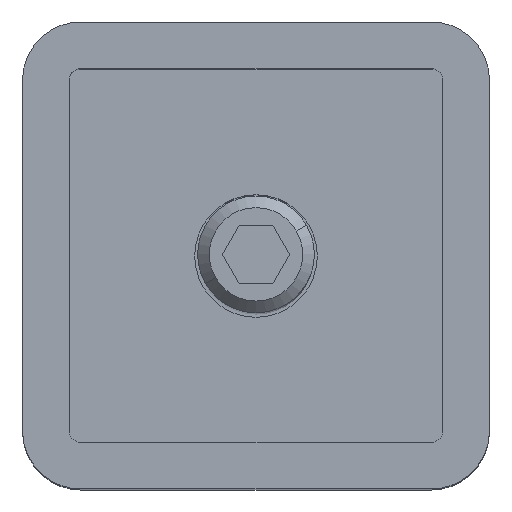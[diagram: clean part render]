
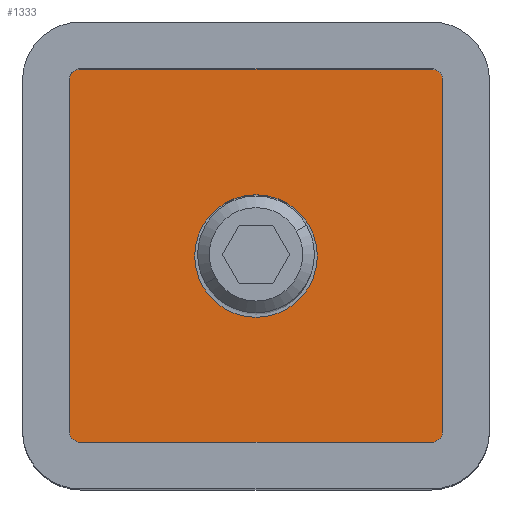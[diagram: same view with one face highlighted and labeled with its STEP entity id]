
A CAD part, top view. The second image highlights one B-rep face of the part: STEP entity #1333.
In plain terms, the highlighted planar face has unit normal (0, 0, 1).
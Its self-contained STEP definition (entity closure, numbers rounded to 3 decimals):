
#118 = ORIENTED_EDGE ( 'NONE', *, *, #407, .F. ) ;
#164 = VERTEX_POINT ( 'NONE', #4025 ) ;
#212 = CARTESIAN_POINT ( 'NONE',  ( -15., 15., -27. ) ) ;
#221 = CARTESIAN_POINT ( 'NONE',  ( -15., -16., -27. ) ) ;
#276 = VECTOR ( 'NONE', #1280, 1000. ) ;
#367 = CARTESIAN_POINT ( 'NONE',  ( -16., 15., -27. ) ) ;
#392 = CARTESIAN_POINT ( 'NONE',  ( -15., 16., -27. ) ) ;
#407 = EDGE_CURVE ( 'NONE', #164, #1252, #3380, .T. ) ;
#421 = DIRECTION ( 'NONE',  ( 1., 0., 0. ) ) ;
#428 = CARTESIAN_POINT ( 'NONE',  ( -15., -15., -27. ) ) ;
#482 = DIRECTION ( 'NONE',  ( -1., 0., 0. ) ) ;
#529 = CARTESIAN_POINT ( 'NONE',  ( 15., -15., -27. ) ) ;
#648 = AXIS2_PLACEMENT_3D ( 'NONE', #2657, #3713, #1619 ) ;
#674 = ORIENTED_EDGE ( 'NONE', *, *, #830, .F. ) ;
#719 = DIRECTION ( 'NONE',  ( -1., 0., 0. ) ) ;
#730 = EDGE_CURVE ( 'NONE', #2586, #164, #4023, .T. ) ;
#740 = AXIS2_PLACEMENT_3D ( 'NONE', #4436, #2311, #3032 ) ;
#759 = DIRECTION ( 'NONE',  ( 0., 0., -1. ) ) ;
#777 = VERTEX_POINT ( 'NONE', #3292 ) ;
#781 = FACE_BOUND ( 'NONE', #3034, .T. ) ;
#827 = CIRCLE ( 'NONE', #740, 5.25 ) ;
#830 = EDGE_CURVE ( 'NONE', #3311, #1535, #3127, .T. ) ;
#848 = CARTESIAN_POINT ( 'NONE',  ( 15., -16., -27. ) ) ;
#915 = DIRECTION ( 'NONE',  ( 0., 0., -1. ) ) ;
#973 = ORIENTED_EDGE ( 'NONE', *, *, #3141, .F. ) ;
#1015 = CARTESIAN_POINT ( 'NONE',  ( 5.25, 0., -27. ) ) ;
#1020 = CARTESIAN_POINT ( 'NONE',  ( -5.25, 0., -27. ) ) ;
#1032 = CARTESIAN_POINT ( 'NONE',  ( -16., -15., -27. ) ) ;
#1035 = DIRECTION ( 'NONE',  ( -1., 0., 0. ) ) ;
#1048 = VECTOR ( 'NONE', #421, 1000. ) ;
#1173 = CARTESIAN_POINT ( 'NONE',  ( 16., -15., -27. ) ) ;
#1191 = VERTEX_POINT ( 'NONE', #3434 ) ;
#1202 = LINE ( 'NONE', #1604, #276 ) ;
#1252 = VERTEX_POINT ( 'NONE', #367 ) ;
#1280 = DIRECTION ( 'NONE',  ( 0., -1., 0. ) ) ;
#1286 = DIRECTION ( 'NONE',  ( -1., 0., 0. ) ) ;
#1315 = LINE ( 'NONE', #2438, #3902 ) ;
#1333 = ADVANCED_FACE ( 'NONE', ( #781, #2026 ), #1445, .F. ) ;
#1381 = LINE ( 'NONE', #1776, #1048 ) ;
#1429 = ORIENTED_EDGE ( 'NONE', *, *, #2453, .F. ) ;
#1445 = PLANE ( 'NONE',  #3064 ) ;
#1535 = VERTEX_POINT ( 'NONE', #848 ) ;
#1604 = CARTESIAN_POINT ( 'NONE',  ( 16., 15., -27. ) ) ;
#1612 = EDGE_CURVE ( 'NONE', #1252, #3178, #2177, .T. ) ;
#1619 = DIRECTION ( 'NONE',  ( -1., 0., 0. ) ) ;
#1711 = EDGE_CURVE ( 'NONE', #777, #1191, #1796, .T. ) ;
#1776 = CARTESIAN_POINT ( 'NONE',  ( -15., 16., -27. ) ) ;
#1796 = CIRCLE ( 'NONE', #648, 1. ) ;
#1849 = EDGE_CURVE ( 'NONE', #4372, #4217, #3314, .T. ) ;
#1856 = ORIENTED_EDGE ( 'NONE', *, *, #730, .F. ) ;
#1882 = ORIENTED_EDGE ( 'NONE', *, *, #1849, .T. ) ;
#1894 = DIRECTION ( 'NONE',  ( 0., 0., -1. ) ) ;
#1962 = EDGE_CURVE ( 'NONE', #4217, #4372, #827, .T. ) ;
#2026 = FACE_OUTER_BOUND ( 'NONE', #2324, .T. ) ;
#2110 = EDGE_CURVE ( 'NONE', #1535, #2586, #1315, .T. ) ;
#2119 = ORIENTED_EDGE ( 'NONE', *, *, #1962, .T. ) ;
#2128 = ORIENTED_EDGE ( 'NONE', *, *, #1612, .F. ) ;
#2175 = AXIS2_PLACEMENT_3D ( 'NONE', #212, #915, #1286 ) ;
#2177 = CIRCLE ( 'NONE', #2175, 1. ) ;
#2311 = DIRECTION ( 'NONE',  ( 0., 0., -1. ) ) ;
#2324 = EDGE_LOOP ( 'NONE', ( #2128, #118, #1856, #2850, #674, #1429, #3174, #973 ) ) ;
#2424 = DIRECTION ( 'NONE',  ( 0., 1., 0. ) ) ;
#2438 = CARTESIAN_POINT ( 'NONE',  ( 15., -16., -27. ) ) ;
#2453 = EDGE_CURVE ( 'NONE', #1191, #3311, #1202, .T. ) ;
#2462 = VECTOR ( 'NONE', #2424, 1000. ) ;
#2532 = DIRECTION ( 'NONE',  ( -1., 0., 0. ) ) ;
#2586 = VERTEX_POINT ( 'NONE', #221 ) ;
#2629 = DIRECTION ( 'NONE',  ( 0., 0., -1. ) ) ;
#2642 = DIRECTION ( 'NONE',  ( -1., 0., 0. ) ) ;
#2654 = CARTESIAN_POINT ( 'NONE',  ( 0., 0., -27. ) ) ;
#2657 = CARTESIAN_POINT ( 'NONE',  ( 15., 15., -27. ) ) ;
#2708 = AXIS2_PLACEMENT_3D ( 'NONE', #529, #1894, #2532 ) ;
#2828 = CARTESIAN_POINT ( 'NONE',  ( -15., 15., -27. ) ) ;
#2850 = ORIENTED_EDGE ( 'NONE', *, *, #2110, .F. ) ;
#3032 = DIRECTION ( 'NONE',  ( -1., 0., 0. ) ) ;
#3034 = EDGE_LOOP ( 'NONE', ( #2119, #1882 ) ) ;
#3064 = AXIS2_PLACEMENT_3D ( 'NONE', #2828, #759, #1035 ) ;
#3127 = CIRCLE ( 'NONE', #2708, 1. ) ;
#3141 = EDGE_CURVE ( 'NONE', #3178, #777, #1381, .T. ) ;
#3174 = ORIENTED_EDGE ( 'NONE', *, *, #1711, .F. ) ;
#3178 = VERTEX_POINT ( 'NONE', #392 ) ;
#3292 = CARTESIAN_POINT ( 'NONE',  ( 15., 16., -27. ) ) ;
#3311 = VERTEX_POINT ( 'NONE', #1173 ) ;
#3314 = CIRCLE ( 'NONE', #3886, 5.25 ) ;
#3380 = LINE ( 'NONE', #1032, #2462 ) ;
#3434 = CARTESIAN_POINT ( 'NONE',  ( 16., 15., -27. ) ) ;
#3628 = AXIS2_PLACEMENT_3D ( 'NONE', #428, #4316, #482 ) ;
#3713 = DIRECTION ( 'NONE',  ( 0., 0., -1. ) ) ;
#3886 = AXIS2_PLACEMENT_3D ( 'NONE', #2654, #2629, #2642 ) ;
#3902 = VECTOR ( 'NONE', #719, 1000. ) ;
#4023 = CIRCLE ( 'NONE', #3628, 1. ) ;
#4025 = CARTESIAN_POINT ( 'NONE',  ( -16., -15., -27. ) ) ;
#4217 = VERTEX_POINT ( 'NONE', #1020 ) ;
#4316 = DIRECTION ( 'NONE',  ( 0., 0., -1. ) ) ;
#4372 = VERTEX_POINT ( 'NONE', #1015 ) ;
#4436 = CARTESIAN_POINT ( 'NONE',  ( 0., 0., -27. ) ) ;
